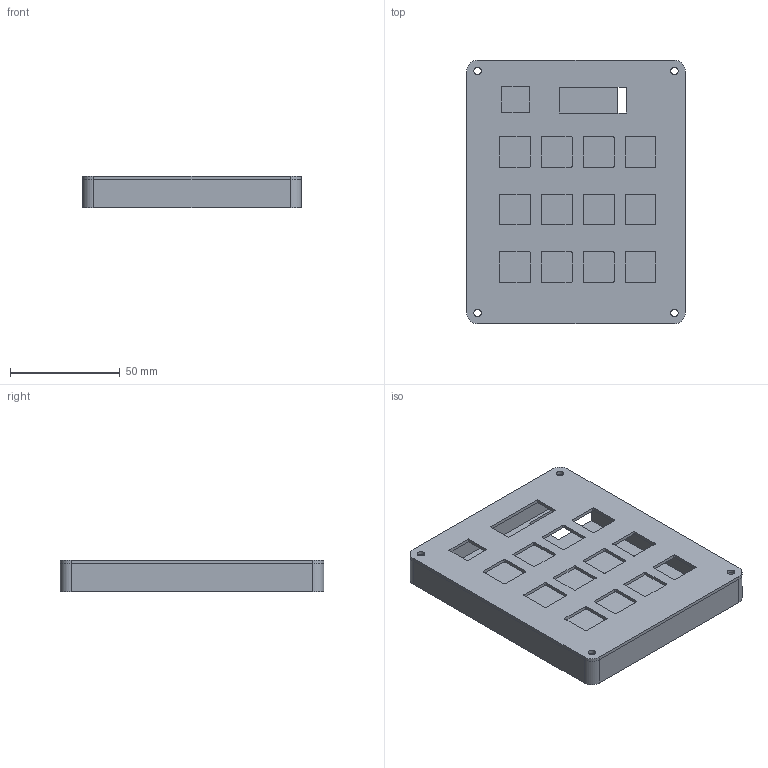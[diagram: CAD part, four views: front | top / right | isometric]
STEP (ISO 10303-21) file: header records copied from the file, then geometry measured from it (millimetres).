
FILE_DESCRIPTION(/* description */ (''),/* implementation_level */ '2;1');
FILE_NAME(/* name */ '4b9c30e8-05b9-4556-9110-880ec9eee359.stp',/* time_stamp */ '2026-01-28T05:18:51Z',/* author */ (''),/* organization */ (''),/* preprocessor_version */ 'ST-DEVELOPER v20.1',/* originating_system */ 'Autodesk Translation Framework v14.24.0.0',/* authorisation */ '');
FILE_SCHEMA (('AUTOMOTIVE_DESIGN { 1 0 10303 214 3 1 1 }'));
Length unit declared in the file: millimetre
Products named in the file (1): 2025-12-22-14-57-18-793
Bounding box: 99.55 x 120 x 14.5 mm (x, y, z)
Volume: 83994 mm3; surface area: 52941.2 mm2
Topology: 2 solids, 2 shells, 149 faces, 426 edges, 284 vertices
Faces by surface type: plane 81, cylinder 68
Full cylindrical faces by diameter (mm): 3.4 x8, 6 x4
Entity records: 5020 total; most frequent: DIRECTION 862, CARTESIAN_POINT 860, ORIENTED_EDGE 852, EDGE_CURVE 426, LINE 290, VECTOR 290, AXIS2_PLACEMENT_3D 286, VERTEX_POINT 284
